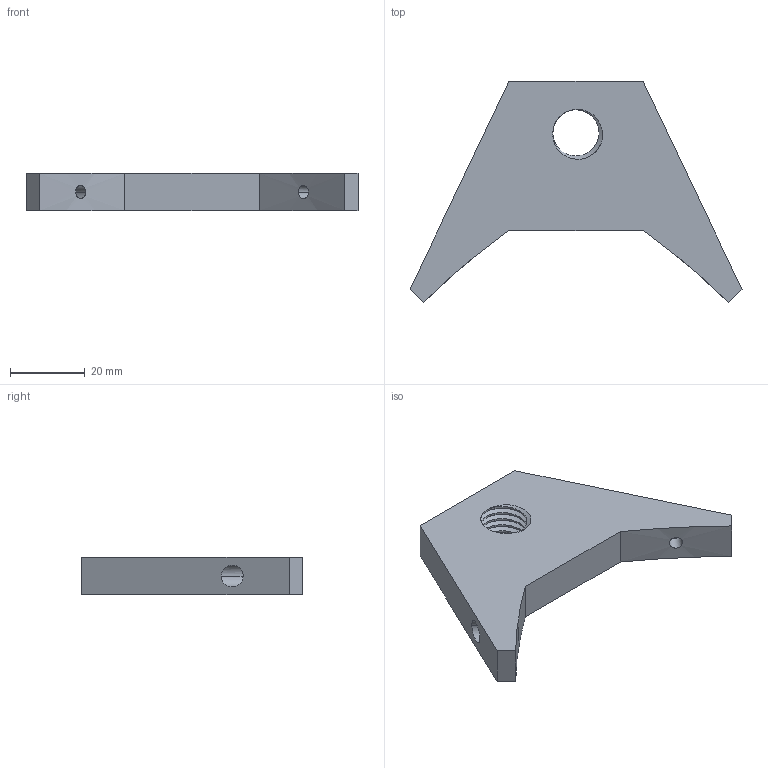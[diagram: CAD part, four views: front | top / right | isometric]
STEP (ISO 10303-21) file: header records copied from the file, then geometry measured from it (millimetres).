
FILE_DESCRIPTION (( 'STEP AP203' ), '1' );
FILE_NAME ('21_rear_M14_mount.step', '2020-05-23T22:36:19', ( '' ), ( '' ), 'SwSTEP 2.0', 'SolidWorks 2019', '' );
FILE_SCHEMA (( 'CONFIG_CONTROL_DESIGN' ));
Length unit declared in the file: millimetre
Products named in the file (1): 21_rear_M14_mount
Bounding box: 89.1 x 59.34 x 10 mm (x, y, z)
Volume: 24398.6 mm3; surface area: 8599.9 mm2
Topology: 1 solids, 1 shells, 35 faces, 92 edges, 61 vertices
Faces by surface type: cylinder 20, plane 10, bspline 3, cone 2
Entity records: 2652 total; most frequent: CARTESIAN_POINT 1789, ORIENTED_EDGE 184, DIRECTION 137, EDGE_CURVE 92, VERTEX_POINT 61, AXIS2_PLACEMENT_3D 49, EDGE_LOOP 43, LINE 39
